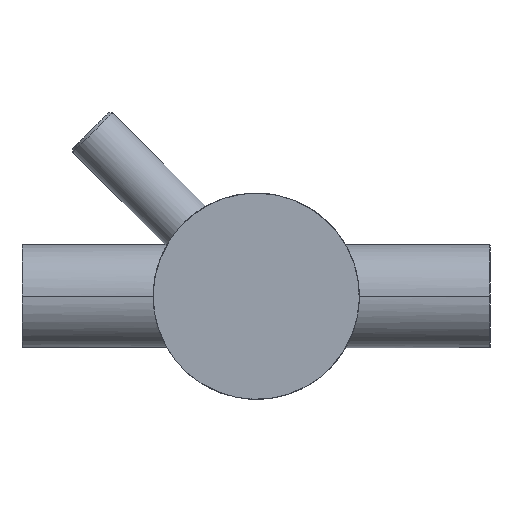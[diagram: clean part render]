
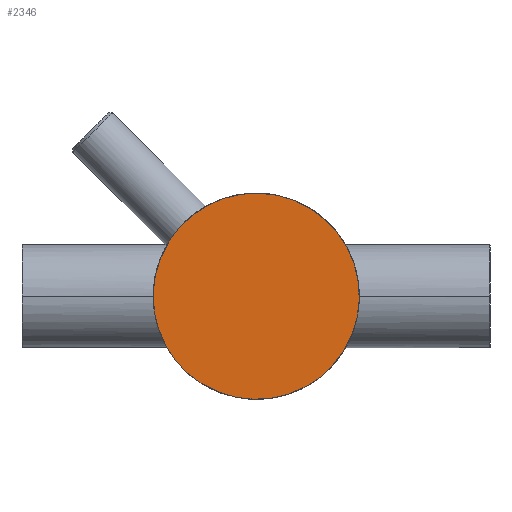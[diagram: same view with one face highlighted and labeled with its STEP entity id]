
A CAD part, left-side view. The second image highlights one B-rep face of the part: STEP entity #2346.
In plain terms, the highlighted face is planar.
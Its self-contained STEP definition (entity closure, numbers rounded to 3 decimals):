
#2346 = ADVANCED_FACE ( 'NONE', ( #3012 ), #4765, .F. ) ;
#2770 = AXIS2_PLACEMENT_3D ( 'NONE', #8607, #13966, #6759 ) ;
#3012 = FACE_OUTER_BOUND ( 'NONE', #11750, .T. ) ;
#3378 = DIRECTION ( 'NONE',  ( 0., 0., 1. ) ) ;
#3673 = AXIS2_PLACEMENT_3D ( 'NONE', #8353, #20901, #13945 ) ;
#4765 = PLANE ( 'NONE',  #3673 ) ;
#6759 = DIRECTION ( 'NONE',  ( 1., 0., 0. ) ) ;
#7068 = VERTEX_POINT ( 'NONE', #16355 ) ;
#7228 = CIRCLE ( 'NONE', #20207, 11. ) ;
#8353 = CARTESIAN_POINT ( 'NONE',  ( 0., 0., 0. ) ) ;
#8595 = VERTEX_POINT ( 'NONE', #19869 ) ;
#8607 = CARTESIAN_POINT ( 'NONE',  ( 0., 0., 0. ) ) ;
#11750 = EDGE_LOOP ( 'NONE', ( #16883, #19565 ) ) ;
#13945 = DIRECTION ( 'NONE',  ( 1., 0., 0. ) ) ;
#13966 = DIRECTION ( 'NONE',  ( 0., 0., 1. ) ) ;
#14201 = DIRECTION ( 'NONE',  ( 1., 0., 0. ) ) ;
#16355 = CARTESIAN_POINT ( 'NONE',  ( -11., 0., 0. ) ) ;
#16883 = ORIENTED_EDGE ( 'NONE', *, *, #22735, .F. ) ;
#17442 = CARTESIAN_POINT ( 'NONE',  ( 0., 0., 0. ) ) ;
#17996 = CIRCLE ( 'NONE', #2770, 11. ) ;
#19565 = ORIENTED_EDGE ( 'NONE', *, *, #22780, .F. ) ;
#19869 = CARTESIAN_POINT ( 'NONE',  ( 11., 0., 0. ) ) ;
#20207 = AXIS2_PLACEMENT_3D ( 'NONE', #17442, #3378, #14201 ) ;
#20901 = DIRECTION ( 'NONE',  ( 0., 0., 1. ) ) ;
#22735 = EDGE_CURVE ( 'NONE', #7068, #8595, #7228, .T. ) ;
#22780 = EDGE_CURVE ( 'NONE', #8595, #7068, #17996, .T. ) ;
